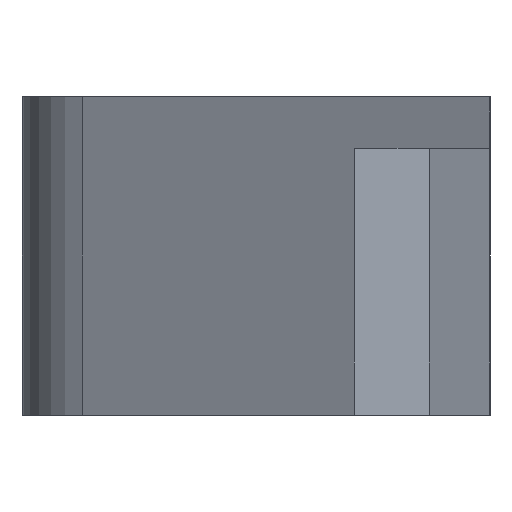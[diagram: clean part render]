
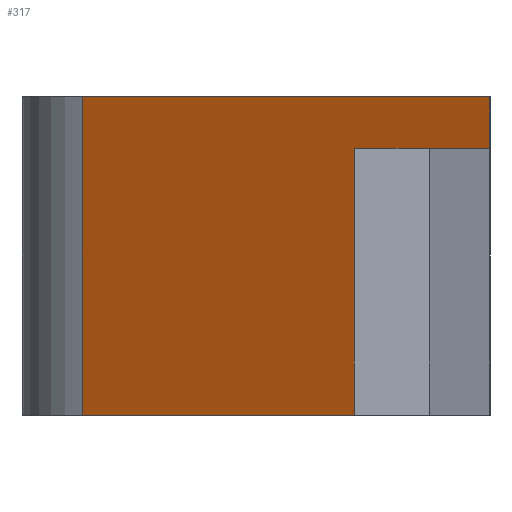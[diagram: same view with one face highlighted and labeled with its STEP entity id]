
A CAD part, left-side view. The second image highlights one B-rep face of the part: STEP entity #317.
In plain terms, the highlighted planar face has unit normal (-0.863, 0.505, 0).
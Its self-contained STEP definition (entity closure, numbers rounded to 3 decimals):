
#24=FACE_OUTER_BOUND('',#42,.T.);
#42=EDGE_LOOP('',(#228,#229,#230,#231,#232,#233));
#70=LINE('',#464,#105);
#73=LINE('',#474,#108);
#78=LINE('',#484,#113);
#79=LINE('',#486,#114);
#80=LINE('',#488,#115);
#81=LINE('',#489,#116);
#105=VECTOR('',#371,10.);
#108=VECTOR('',#380,10.);
#113=VECTOR('',#387,10.);
#114=VECTOR('',#388,10.);
#115=VECTOR('',#389,10.);
#116=VECTOR('',#390,10.);
#142=VERTEX_POINT('',#461);
#143=VERTEX_POINT('',#463);
#147=VERTEX_POINT('',#473);
#151=VERTEX_POINT('',#483);
#152=VERTEX_POINT('',#485);
#153=VERTEX_POINT('',#487);
#172=EDGE_CURVE('',#143,#142,#70,.T.);
#177=EDGE_CURVE('',#147,#143,#73,.T.);
#182=EDGE_CURVE('',#142,#151,#78,.T.);
#183=EDGE_CURVE('',#152,#151,#79,.T.);
#184=EDGE_CURVE('',#153,#152,#80,.T.);
#185=EDGE_CURVE('',#153,#147,#81,.T.);
#228=ORIENTED_EDGE('',*,*,#172,.T.);
#229=ORIENTED_EDGE('',*,*,#182,.T.);
#230=ORIENTED_EDGE('',*,*,#183,.F.);
#231=ORIENTED_EDGE('',*,*,#184,.F.);
#232=ORIENTED_EDGE('',*,*,#185,.T.);
#233=ORIENTED_EDGE('',*,*,#177,.T.);
#305=PLANE('',#340);
#317=ADVANCED_FACE('',(#24),#305,.T.);
#340=AXIS2_PLACEMENT_3D('',#482,#385,#386);
#371=DIRECTION('',(0.505,0.863,0.));
#380=DIRECTION('',(0.,0.,1.));
#385=DIRECTION('center_axis',(-0.863,0.505,0.));
#386=DIRECTION('ref_axis',(0.505,0.863,0.));
#387=DIRECTION('',(0.,0.,-1.));
#388=DIRECTION('',(0.505,0.863,0.));
#389=DIRECTION('',(0.,0.,-1.));
#390=DIRECTION('',(-0.505,-0.863,0.));
#461=CARTESIAN_POINT('',(-64.973,-65.801,12.96));
#463=CARTESIAN_POINT('',(-72.838,-79.258,12.96));
#464=CARTESIAN_POINT('',(-68.505,-71.844,12.96));
#473=CARTESIAN_POINT('',(-72.838,-79.258,11.26));
#474=CARTESIAN_POINT('',(-72.838,-79.258,13.46));
#482=CARTESIAN_POINT('Origin',(-71.669,-77.258,13.66));
#483=CARTESIAN_POINT('',(-64.973,-65.801,2.46));
#484=CARTESIAN_POINT('',(-64.973,-65.801,13.66));
#485=CARTESIAN_POINT('',(-70.567,-75.372,2.46));
#486=CARTESIAN_POINT('',(-71.669,-77.258,2.46));
#487=CARTESIAN_POINT('',(-70.567,-75.372,11.26));
#488=CARTESIAN_POINT('',(-70.567,-75.372,13.66));
#489=CARTESIAN_POINT('',(-71.669,-77.258,11.26));
